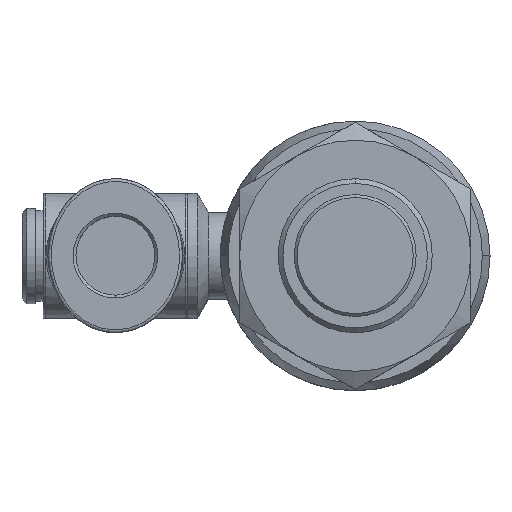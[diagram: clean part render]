
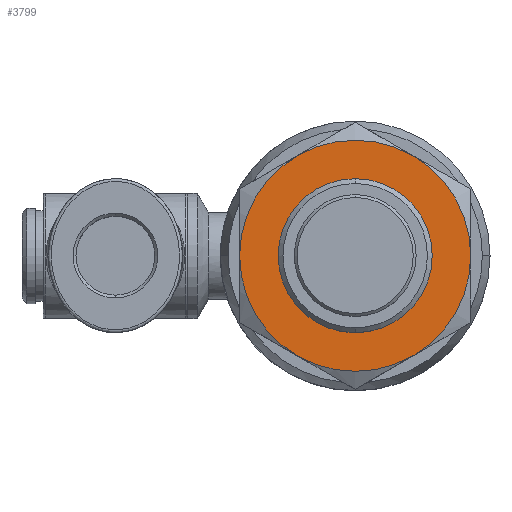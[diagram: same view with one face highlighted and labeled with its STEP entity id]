
A CAD part, top view. The second image highlights one B-rep face of the part: STEP entity #3799.
In plain terms, the highlighted face is planar.
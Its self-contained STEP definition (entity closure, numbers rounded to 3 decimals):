
#223=CARTESIAN_POINT('',(27.241,11.593,24.9));
#224=VERTEX_POINT('',#223);
#240=CARTESIAN_POINT('',(27.241,21.593,24.9));
#241=VERTEX_POINT('',#240);
#248=CARTESIAN_POINT('',(27.241,16.593,24.9));
#249=DIRECTION('',(1.0,0.0,0.0));
#250=DIRECTION('',(0.0,-1.0,0.0));
#251=AXIS2_PLACEMENT_3D('',#248,#249,#250);
#252=CIRCLE('',#251,5.0);
#253=EDGE_CURVE('',#224,#241,#252,.T.);
#3334=CARTESIAN_POINT('',(27.241,16.593,24.9));
#3335=DIRECTION('',(1.0,0.0,0.0));
#3336=DIRECTION('',(0.0,-1.0,0.0));
#3337=AXIS2_PLACEMENT_3D('',#3334,#3335,#3336);
#3338=CIRCLE('',#3337,5.0);
#3339=EDGE_CURVE('',#241,#224,#3338,.T.);
#3399=CARTESIAN_POINT('',(27.241,6.201,18.9));
#3400=VERTEX_POINT('',#3399);
#3414=CARTESIAN_POINT('',(27.241,6.201,30.9));
#3415=VERTEX_POINT('',#3414);
#3429=CARTESIAN_POINT('',(27.241,16.593,24.9));
#3430=DIRECTION('',(-1.0,0.0,0.0));
#3431=DIRECTION('',(0.0,1.0,0.0));
#3432=AXIS2_PLACEMENT_3D('',#3429,#3430,#3431);
#3433=CIRCLE('',#3432,12.);
#3434=EDGE_CURVE('',#3400,#3415,#3433,.T.);
#3446=CARTESIAN_POINT('',(27.241,16.593,12.9));
#3447=VERTEX_POINT('',#3446);
#3474=CARTESIAN_POINT('',(27.241,16.593,24.9));
#3475=DIRECTION('',(-1.0,0.0,0.0));
#3476=DIRECTION('',(0.0,1.0,0.0));
#3477=AXIS2_PLACEMENT_3D('',#3474,#3475,#3476);
#3478=CIRCLE('',#3477,12.);
#3479=EDGE_CURVE('',#3447,#3400,#3478,.T.);
#3491=CARTESIAN_POINT('',(27.241,26.986,18.9));
#3492=VERTEX_POINT('',#3491);
#3519=CARTESIAN_POINT('',(27.241,16.593,24.9));
#3520=DIRECTION('',(-1.0,0.0,0.0));
#3521=DIRECTION('',(0.0,1.0,0.0));
#3522=AXIS2_PLACEMENT_3D('',#3519,#3520,#3521);
#3523=CIRCLE('',#3522,12.);
#3524=EDGE_CURVE('',#3492,#3447,#3523,.T.);
#3549=CARTESIAN_POINT('',(27.241,26.986,30.9));
#3550=VERTEX_POINT('',#3549);
#3551=CARTESIAN_POINT('',(27.241,16.593,24.9));
#3552=DIRECTION('',(-1.0,0.0,0.0));
#3553=DIRECTION('',(0.0,1.0,0.0));
#3554=AXIS2_PLACEMENT_3D('',#3551,#3552,#3553);
#3555=CIRCLE('',#3554,12.);
#3556=EDGE_CURVE('',#3550,#3492,#3555,.T.);
#3594=CARTESIAN_POINT('',(27.241,16.593,36.9));
#3595=VERTEX_POINT('',#3594);
#3596=CARTESIAN_POINT('',(27.241,16.593,24.9));
#3597=DIRECTION('',(-1.0,0.0,0.0));
#3598=DIRECTION('',(0.0,1.0,0.0));
#3599=AXIS2_PLACEMENT_3D('',#3596,#3597,#3598);
#3600=CIRCLE('',#3599,12.);
#3601=EDGE_CURVE('',#3595,#3550,#3600,.T.);
#3639=CARTESIAN_POINT('',(27.241,16.593,24.9));
#3640=DIRECTION('',(-1.0,0.0,0.0));
#3641=DIRECTION('',(0.0,1.0,0.0));
#3642=AXIS2_PLACEMENT_3D('',#3639,#3640,#3641);
#3643=CIRCLE('',#3642,12.);
#3644=EDGE_CURVE('',#3415,#3595,#3643,.T.);
#3782=CARTESIAN_POINT('',(27.241,16.593,24.9));
#3783=DIRECTION('',(-1.0,0.0,0.0));
#3784=DIRECTION('',(0.0,-1.0,0.0));
#3785=AXIS2_PLACEMENT_3D('',#3782,#3783,#3784);
#3786=PLANE('',#3785);
#3787=ORIENTED_EDGE('',*,*,#3644,.T.);
#3788=ORIENTED_EDGE('',*,*,#3601,.T.);
#3789=ORIENTED_EDGE('',*,*,#3556,.T.);
#3790=ORIENTED_EDGE('',*,*,#3524,.T.);
#3791=ORIENTED_EDGE('',*,*,#3479,.T.);
#3792=ORIENTED_EDGE('',*,*,#3434,.T.);
#3793=EDGE_LOOP('',(#3787,#3788,#3789,#3790,#3791,#3792));
#3794=FACE_OUTER_BOUND('',#3793,.T.);
#3795=ORIENTED_EDGE('',*,*,#253,.T.);
#3796=ORIENTED_EDGE('',*,*,#3339,.T.);
#3797=EDGE_LOOP('',(#3795,#3796));
#3798=FACE_BOUND('',#3797,.T.);
#3799=ADVANCED_FACE('',(#3794,#3798),#3786,.T.);
